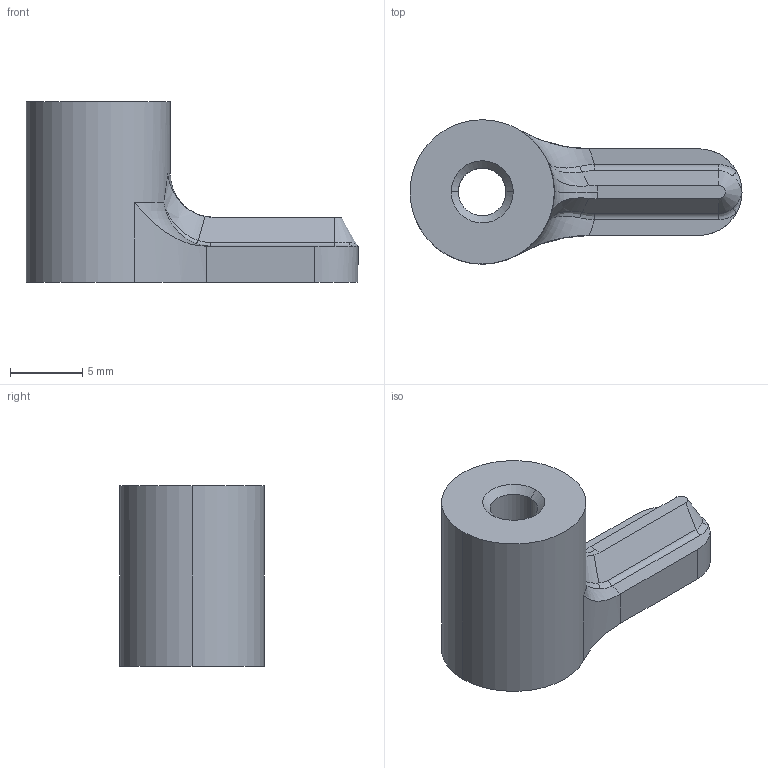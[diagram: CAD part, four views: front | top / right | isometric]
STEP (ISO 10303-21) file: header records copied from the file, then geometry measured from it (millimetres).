
FILE_DESCRIPTION (( 'STEP AP203' ), '1' );
FILE_NAME ('PR2117A_U1-hbpMosfet-5xHolderPanel-clampR2.STEP', '2024-02-28T14:29:35', ( '' ), ( '' ), 'SwSTEP 2.0', 'SolidWorks 2022', '' );
FILE_SCHEMA (( 'CONFIG_CONTROL_DESIGN' ));
Length unit declared in the file: millimetre
Products named in the file (1): PR2117A_U1-hbpMosfet-5xHolderPanel-clampR2
Bounding box: 23 x 10 x 12.5 mm (x, y, z)
Volume: 1134.2 mm3; surface area: 893 mm2
Topology: 1 solids, 1 shells, 37 faces, 93 edges, 54 vertices
Faces by surface type: cylinder 9, plane 9, bspline 8, torus 6, cone 5
Entity records: 1363 total; most frequent: CARTESIAN_POINT 461, ORIENTED_EDGE 178, DIRECTION 172, EDGE_CURVE 89, AXIS2_PLACEMENT_3D 73, VERTEX_POINT 54, CIRCLE 43, EDGE_LOOP 39
